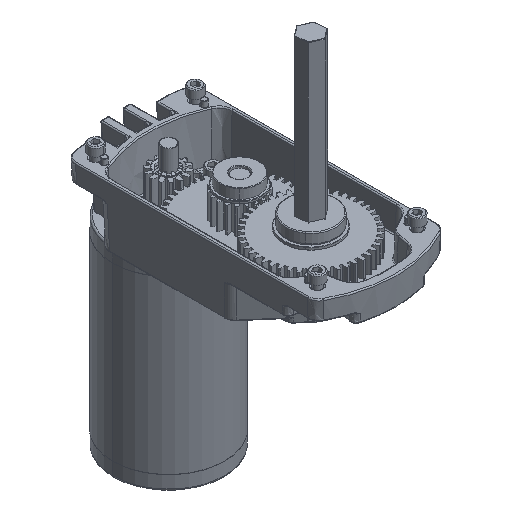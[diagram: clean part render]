
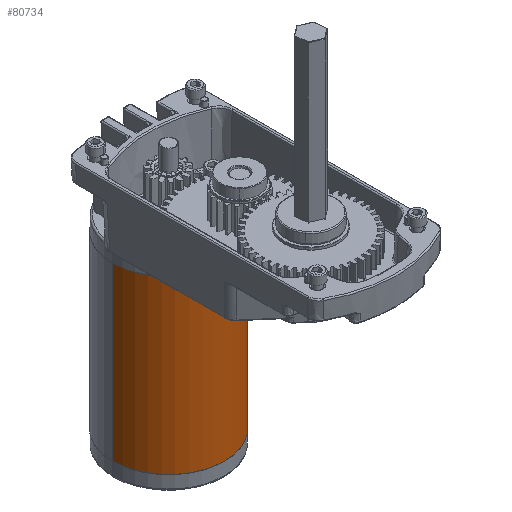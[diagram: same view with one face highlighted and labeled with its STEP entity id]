
A CAD part, isometric view. The second image highlights one B-rep face of the part: STEP entity #80734.
In plain terms, the highlighted cylindrical face has radius 32.004 mm (diameter 64.008 mm), a partial arc.
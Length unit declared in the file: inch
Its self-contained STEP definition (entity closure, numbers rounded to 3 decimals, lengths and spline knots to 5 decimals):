
#265 = VERTEX_POINT ( 'NONE', #40945 ) ;
#406 = DIRECTION ( 'NONE',  ( 0., 0., -1. ) ) ;
#924 = ORIENTED_EDGE ( 'NONE', *, *, #34459, .F. ) ;
#961 = CIRCLE ( 'NONE', #50987, 1.26 ) ;
#3314 = CARTESIAN_POINT ( 'NONE',  ( 1.4, 4.303, 0.426 ) ) ;
#4224 = EDGE_CURVE ( 'NONE', #86554, #265, #961, .T. ) ;
#4377 = VERTEX_POINT ( 'NONE', #82018 ) ;
#7573 = DIRECTION ( 'NONE',  ( -1., 0., 0. ) ) ;
#9018 = LINE ( 'NONE', #36303, #48321 ) ;
#9863 = VECTOR ( 'NONE', #46543, 39.37008 ) ;
#10568 = EDGE_LOOP ( 'NONE', ( #924, #58368, #42065, #14377 ) ) ;
#11029 = AXIS2_PLACEMENT_3D ( 'NONE', #3314, #65474, #71785 ) ;
#14289 = CARTESIAN_POINT ( 'NONE',  ( 1.4, 4.303, 0.426 ) ) ;
#14377 = ORIENTED_EDGE ( 'NONE', *, *, #4224, .F. ) ;
#14734 = FACE_OUTER_BOUND ( 'NONE', #10568, .T. ) ;
#17494 = VERTEX_POINT ( 'NONE', #82409 ) ;
#18840 = AXIS2_PLACEMENT_3D ( 'NONE', #14289, #406, #7573 ) ;
#26167 = EDGE_CURVE ( 'NONE', #4377, #17494, #49644, .T. ) ;
#28295 = CARTESIAN_POINT ( 'NONE',  ( 2.66, 4.303, -3.438 ) ) ;
#32342 = CARTESIAN_POINT ( 'NONE',  ( 1.4, 4.303, -3.438 ) ) ;
#34459 = EDGE_CURVE ( 'NONE', #4377, #86554, #74734, .T. ) ;
#36303 = CARTESIAN_POINT ( 'NONE',  ( 0.14, 4.303, 0.426 ) ) ;
#40945 = CARTESIAN_POINT ( 'NONE',  ( 0.14, 4.303, -3.438 ) ) ;
#42065 = ORIENTED_EDGE ( 'NONE', *, *, #44381, .T. ) ;
#44381 = EDGE_CURVE ( 'NONE', #17494, #265, #9018, .T. ) ;
#46543 = DIRECTION ( 'NONE',  ( 0., 0., -1. ) ) ;
#48321 = VECTOR ( 'NONE', #49758, 39.37008 ) ;
#49644 = CIRCLE ( 'NONE', #11029, 1.26 ) ;
#49758 = DIRECTION ( 'NONE',  ( 0., 0., -1. ) ) ;
#50987 = AXIS2_PLACEMENT_3D ( 'NONE', #32342, #59637, #52065 ) ;
#52065 = DIRECTION ( 'NONE',  ( -1., 0., 0. ) ) ;
#58368 = ORIENTED_EDGE ( 'NONE', *, *, #26167, .T. ) ;
#59637 = DIRECTION ( 'NONE',  ( 0., 0., -1. ) ) ;
#65474 = DIRECTION ( 'NONE',  ( 0., 0., -1. ) ) ;
#68873 = CYLINDRICAL_SURFACE ( 'NONE', #18840, 1.26 ) ;
#71785 = DIRECTION ( 'NONE',  ( -1., 0., 0. ) ) ;
#74734 = LINE ( 'NONE', #81007, #9863 ) ;
#80734 = ADVANCED_FACE ( 'NONE', ( #14734 ), #68873, .T. ) ;
#81007 = CARTESIAN_POINT ( 'NONE',  ( 2.66, 4.303, 0.426 ) ) ;
#82018 = CARTESIAN_POINT ( 'NONE',  ( 2.66, 4.303, 0.426 ) ) ;
#82409 = CARTESIAN_POINT ( 'NONE',  ( 0.14, 4.303, 0.426 ) ) ;
#86554 = VERTEX_POINT ( 'NONE', #28295 ) ;
